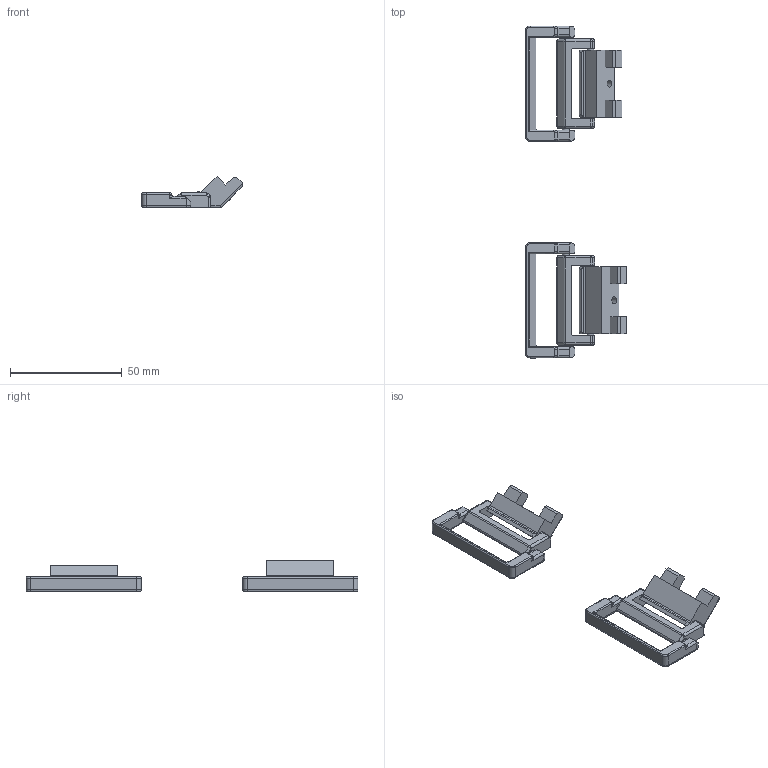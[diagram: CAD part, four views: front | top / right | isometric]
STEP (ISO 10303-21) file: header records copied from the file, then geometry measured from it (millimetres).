
FILE_DESCRIPTION(/* description */ (''),/* implementation_level */ '2;1');
FILE_NAME(/* name */ 'Thin_PanelLocker.stp',/* time_stamp */ '2021-11-01T18:51:43+09:00',/* author */ (''),/* organization */ (''),/* preprocessor_version */ 'ST-DEVELOPER v18.1',/* originating_system */ 'SIEMENS PLM Software NX 1953',/* authorisation */ '');
FILE_SCHEMA (('AUTOMOTIVE_DESIGN { 1 0 10303 214 3 1 1 1 }'));
Length unit declared in the file: millimetre
Products named in the file (1): V6CL1FE42A3Cvvcw
Bounding box: 45.12 x 148.6 x 13.87 mm (x, y, z)
Volume: 15564.4 mm3; surface area: 12940.6 mm2
Topology: 6 solids, 6 shells, 288 faces, 724 edges, 424 vertices
Faces by surface type: cylinder 128, plane 102, bspline 28, sphere 24, torus 6
Full cylindrical faces by diameter (mm): 3 x4, 3.2 x2, 3.6 x4, 5.8 x2
Entity records: 8872 total; most frequent: CARTESIAN_POINT 2013, DIRECTION 1492, ORIENTED_EDGE 1376, EDGE_CURVE 688, AXIS2_PLACEMENT_3D 559, VERTEX_POINT 420, LINE 374, VECTOR 374
